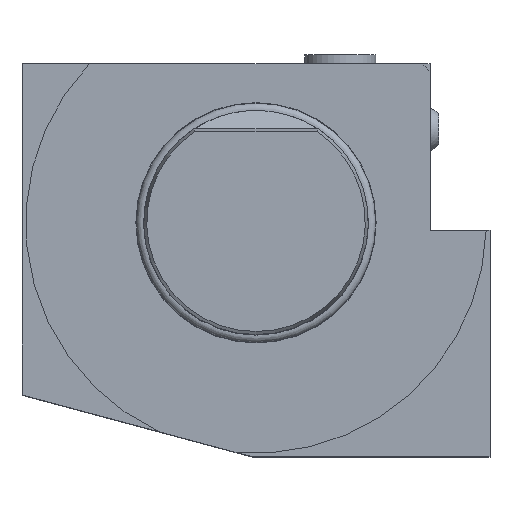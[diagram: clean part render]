
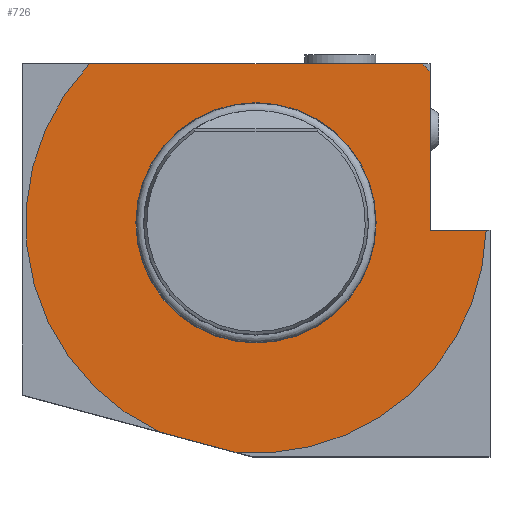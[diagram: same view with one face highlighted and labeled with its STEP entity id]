
A CAD part, top view. The second image highlights one B-rep face of the part: STEP entity #726.
In plain terms, the highlighted planar face has unit normal (0, 0, 1).
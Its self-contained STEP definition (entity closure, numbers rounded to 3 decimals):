
#195 = LINE ( 'NONE', #10613, #9889 ) ;
#218 = VECTOR ( 'NONE', #10140, 1000. ) ;
#309 = CARTESIAN_POINT ( 'NONE',  ( -5.61, -61.244, 0. ) ) ;
#726 = ADVANCED_FACE ( 'NONE', ( #1398, #17459 ), #16041, .T. ) ;
#1002 = CARTESIAN_POINT ( 'NONE',  ( 44.452, 42.5, 0. ) ) ;
#1195 = AXIS2_PLACEMENT_3D ( 'NONE', #14583, #7337, #13141 ) ;
#1398 = FACE_OUTER_BOUND ( 'NONE', #3936, .T. ) ;
#1429 = DIRECTION ( 'NONE',  ( 0., -1., 0. ) ) ;
#2204 = EDGE_CURVE ( 'NONE', #13469, #16805, #16291, .T. ) ;
#2211 = CARTESIAN_POINT ( 'NONE',  ( 30.233, 0., 0. ) ) ;
#2321 = CARTESIAN_POINT ( 'NONE',  ( -44.452, 42.5, 0. ) ) ;
#2556 = VERTEX_POINT ( 'NONE', #2321 ) ;
#2834 = AXIS2_PLACEMENT_3D ( 'NONE', #5116, #12267, #5393 ) ;
#2964 = DIRECTION ( 'NONE',  ( 0., 1., 0. ) ) ;
#3063 = LINE ( 'NONE', #14423, #6892 ) ;
#3233 = DIRECTION ( 'NONE',  ( 0., 0., 1. ) ) ;
#3523 = ORIENTED_EDGE ( 'NONE', *, *, #6407, .F. ) ;
#3612 = ORIENTED_EDGE ( 'NONE', *, *, #2204, .T. ) ;
#3936 = EDGE_LOOP ( 'NONE', ( #6467, #15156, #16510, #9345, #13180, #3612, #17201 ) ) ;
#4128 = DIRECTION ( 'NONE',  ( 0., 0., 1. ) ) ;
#4311 = CARTESIAN_POINT ( 'NONE',  ( 31.25, -2., 0. ) ) ;
#4318 = EDGE_CURVE ( 'NONE', #16805, #8768, #4977, .T. ) ;
#4788 = EDGE_CURVE ( 'NONE', #2556, #13469, #10469, .T. ) ;
#4841 = CARTESIAN_POINT ( 'NONE',  ( 61.467, -2., 0. ) ) ;
#4977 = CIRCLE ( 'NONE', #6504, 61.5 ) ;
#5044 = AXIS2_PLACEMENT_3D ( 'NONE', #16317, #3233, #11988 ) ;
#5116 = CARTESIAN_POINT ( 'NONE',  ( 0., 0., 0. ) ) ;
#5393 = DIRECTION ( 'NONE',  ( 0., -1., 0. ) ) ;
#6143 = CARTESIAN_POINT ( 'NONE',  ( 46.5, 40.249, 0. ) ) ;
#6407 = EDGE_CURVE ( 'NONE', #15298, #15298, #12961, .T. ) ;
#6467 = ORIENTED_EDGE ( 'NONE', *, *, #10495, .T. ) ;
#6504 = AXIS2_PLACEMENT_3D ( 'NONE', #13178, #15978, #1429 ) ;
#6892 = VECTOR ( 'NONE', #2964, 1000. ) ;
#7085 = AXIS2_PLACEMENT_3D ( 'NONE', #15583, #4128, #11079 ) ;
#7337 = DIRECTION ( 'NONE',  ( 0., 0., 1. ) ) ;
#7473 = EDGE_CURVE ( 'NONE', #16363, #13143, #3063, .T. ) ;
#8768 = VERTEX_POINT ( 'NONE', #4841 ) ;
#9345 = ORIENTED_EDGE ( 'NONE', *, *, #17930, .F. ) ;
#9889 = VECTOR ( 'NONE', #11748, 1000. ) ;
#9934 = VERTEX_POINT ( 'NONE', #1002 ) ;
#10140 = DIRECTION ( 'NONE',  ( -1., 0., 0. ) ) ;
#10469 = CIRCLE ( 'NONE', #2834, 61.5 ) ;
#10495 = EDGE_CURVE ( 'NONE', #8768, #16363, #18732, .T. ) ;
#10613 = CARTESIAN_POINT ( 'NONE',  ( -62.5, 42.5, 0. ) ) ;
#11079 = DIRECTION ( 'NONE',  ( 0., -1., 0. ) ) ;
#11748 = DIRECTION ( 'NONE',  ( 1., 0., 0. ) ) ;
#11772 = CARTESIAN_POINT ( 'NONE',  ( -37.843, -52.607, 0. ) ) ;
#11988 = DIRECTION ( 'NONE',  ( 1., 0., 0. ) ) ;
#12267 = DIRECTION ( 'NONE',  ( 0., 0., 1. ) ) ;
#12389 = EDGE_LOOP ( 'NONE', ( #3523 ) ) ;
#12961 = CIRCLE ( 'NONE', #5044, 30.233 ) ;
#13141 = DIRECTION ( 'NONE',  ( 1., 0., 0. ) ) ;
#13143 = VERTEX_POINT ( 'NONE', #6143 ) ;
#13178 = CARTESIAN_POINT ( 'NONE',  ( 0., 0., 0. ) ) ;
#13180 = ORIENTED_EDGE ( 'NONE', *, *, #4788, .T. ) ;
#13456 = VECTOR ( 'NONE', #17433, 1000. ) ;
#13469 = VERTEX_POINT ( 'NONE', #17076 ) ;
#14092 = CIRCLE ( 'NONE', #7085, 61.5 ) ;
#14423 = CARTESIAN_POINT ( 'NONE',  ( 46.5, -6., 0. ) ) ;
#14583 = CARTESIAN_POINT ( 'NONE',  ( 0., -10., 0. ) ) ;
#15156 = ORIENTED_EDGE ( 'NONE', *, *, #7473, .T. ) ;
#15298 = VERTEX_POINT ( 'NONE', #2211 ) ;
#15333 = EDGE_CURVE ( 'NONE', #13143, #9934, #14092, .T. ) ;
#15583 = CARTESIAN_POINT ( 'NONE',  ( 0., 0., 0. ) ) ;
#15978 = DIRECTION ( 'NONE',  ( 0., 0., 1. ) ) ;
#16041 = PLANE ( 'NONE',  #1195 ) ;
#16291 = LINE ( 'NONE', #11772, #13456 ) ;
#16317 = CARTESIAN_POINT ( 'NONE',  ( 0., 0., 0. ) ) ;
#16363 = VERTEX_POINT ( 'NONE', #16720 ) ;
#16510 = ORIENTED_EDGE ( 'NONE', *, *, #15333, .T. ) ;
#16720 = CARTESIAN_POINT ( 'NONE',  ( 46.5, -2., 0. ) ) ;
#16805 = VERTEX_POINT ( 'NONE', #309 ) ;
#17076 = CARTESIAN_POINT ( 'NONE',  ( -25.763, -55.844, 0. ) ) ;
#17201 = ORIENTED_EDGE ( 'NONE', *, *, #4318, .T. ) ;
#17433 = DIRECTION ( 'NONE',  ( 0.966, -0.259, 0. ) ) ;
#17459 = FACE_BOUND ( 'NONE', #12389, .T. ) ;
#17930 = EDGE_CURVE ( 'NONE', #2556, #9934, #195, .T. ) ;
#18732 = LINE ( 'NONE', #4311, #218 ) ;
